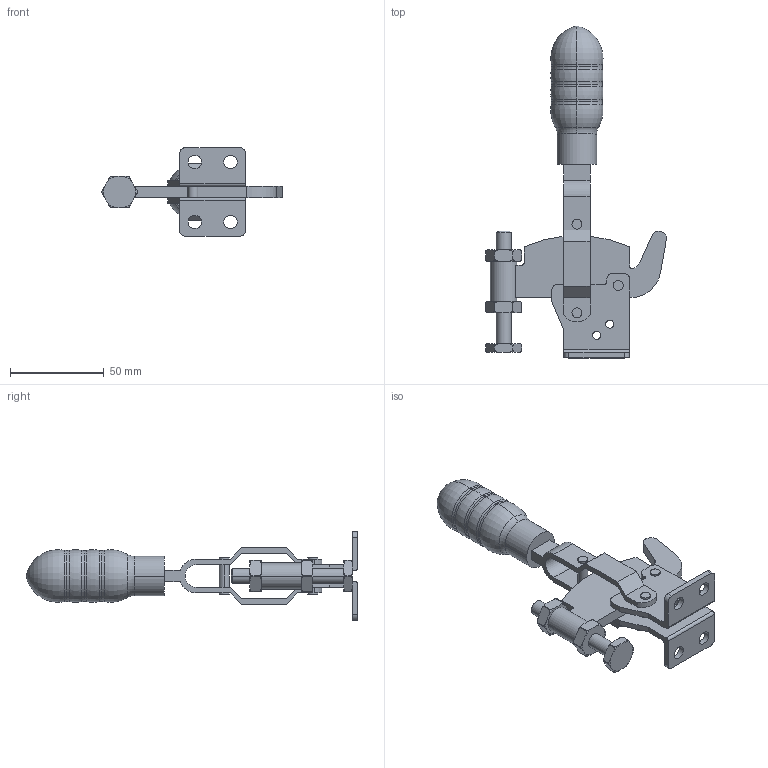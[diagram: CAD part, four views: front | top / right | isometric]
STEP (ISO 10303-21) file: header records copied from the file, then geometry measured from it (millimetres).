
FILE_DESCRIPTION( ( '' ), '1' );
FILE_NAME( 'K0065.0250_(GESCHLOSSEN)'.stp', '2012-10-29T15:59:25', ( '' ), ( '' ), ' ', ' ', ' ' );
FILE_SCHEMA( ( 'CONFIG_CONTROL_DESIGN' ) );
Length unit declared in the file: millimetre
Products named in the file (1): 1
Bounding box: 96.25 x 176.65 x 47 mm (x, y, z)
Volume: 76778.2 mm3; surface area: 30836.6 mm2
Topology: 1 solids, 2 shells, 249 faces, 681 edges, 448 vertices
Faces by surface type: cylinder 99, plane 90, torus 58, cone 2
Entity records: 10006 total; most frequent: CARTESIAN_POINT 3465, DIRECTION 1398, ORIENTED_EDGE 1358, EDGE_CURVE 679, AXIS2_PLACEMENT_3D 541, VERTEX_POINT 448, LINE 316, VECTOR 316
